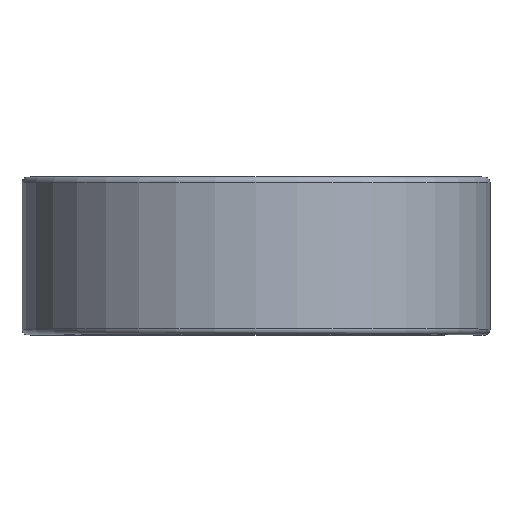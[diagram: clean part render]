
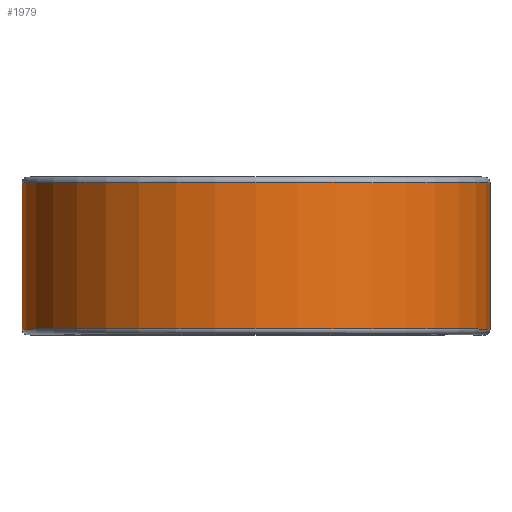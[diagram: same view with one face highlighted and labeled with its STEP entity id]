
A CAD part, top view. The second image highlights one B-rep face of the part: STEP entity #1979.
In plain terms, the highlighted cylindrical face has radius 30.582 mm (diameter 61.163 mm), a partial arc.
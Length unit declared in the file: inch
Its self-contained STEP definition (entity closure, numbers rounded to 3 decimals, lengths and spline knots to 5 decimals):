
#38 = CIRCLE ( 'NONE', #1711, 1.204 ) ;
#129 = LINE ( 'NONE', #1071, #511 ) ;
#131 = DIRECTION ( 'NONE',  ( 0., 1., 0. ) ) ;
#217 = CARTESIAN_POINT ( 'NONE',  ( 0., 0.37625, 0. ) ) ;
#224 = EDGE_CURVE ( 'NONE', #2116, #278, #38, .T. ) ;
#230 = ORIENTED_EDGE ( 'NONE', *, *, #224, .F. ) ;
#269 = VERTEX_POINT ( 'NONE', #1484 ) ;
#278 = VERTEX_POINT ( 'NONE', #1451 ) ;
#429 = EDGE_CURVE ( 'NONE', #1718, #269, #2095, .T. ) ;
#511 = VECTOR ( 'NONE', #131, 39.37008 ) ;
#681 = CARTESIAN_POINT ( 'NONE',  ( 0., 0.37625, -1.204 ) ) ;
#697 = CARTESIAN_POINT ( 'NONE',  ( 1.204, 0.37625, 0. ) ) ;
#764 = DIRECTION ( 'NONE',  ( 0., -1., 0. ) ) ;
#847 = DIRECTION ( 'NONE',  ( 0., 0., -1. ) ) ;
#973 = AXIS2_PLACEMENT_3D ( 'NONE', #2162, #2364, #847 ) ;
#1021 = EDGE_CURVE ( 'NONE', #278, #269, #1845, .T. ) ;
#1071 = CARTESIAN_POINT ( 'NONE',  ( 1.204, 0.37625, 0. ) ) ;
#1171 = DIRECTION ( 'NONE',  ( 0., 0., -1. ) ) ;
#1213 = CYLINDRICAL_SURFACE ( 'NONE', #973, 1.204 ) ;
#1275 = CARTESIAN_POINT ( 'NONE',  ( 1.204, -0.37625, 0. ) ) ;
#1391 = VECTOR ( 'NONE', #1448, 39.37008 ) ;
#1448 = DIRECTION ( 'NONE',  ( 0., 1., 0. ) ) ;
#1451 = CARTESIAN_POINT ( 'NONE',  ( 0., -0.37625, -1.204 ) ) ;
#1484 = CARTESIAN_POINT ( 'NONE',  ( 0., 0.37625, -1.204 ) ) ;
#1640 = DIRECTION ( 'NONE',  ( 0., 0., -1. ) ) ;
#1654 = DIRECTION ( 'NONE',  ( 0., -1., 0. ) ) ;
#1660 = CARTESIAN_POINT ( 'NONE',  ( 0., -0.37625, 0. ) ) ;
#1711 = AXIS2_PLACEMENT_3D ( 'NONE', #1660, #1654, #1640 ) ;
#1718 = VERTEX_POINT ( 'NONE', #697 ) ;
#1845 = LINE ( 'NONE', #681, #1391 ) ;
#1889 = ORIENTED_EDGE ( 'NONE', *, *, #2261, .T. ) ;
#1953 = FACE_OUTER_BOUND ( 'NONE', #2235, .T. ) ;
#1979 = ADVANCED_FACE ( 'NONE', ( #1953 ), #1213, .T. ) ;
#2031 = ORIENTED_EDGE ( 'NONE', *, *, #429, .T. ) ;
#2095 = CIRCLE ( 'NONE', #2446, 1.204 ) ;
#2116 = VERTEX_POINT ( 'NONE', #1275 ) ;
#2162 = CARTESIAN_POINT ( 'NONE',  ( 0., 0.375, 0. ) ) ;
#2165 = ORIENTED_EDGE ( 'NONE', *, *, #1021, .F. ) ;
#2235 = EDGE_LOOP ( 'NONE', ( #1889, #2031, #2165, #230 ) ) ;
#2261 = EDGE_CURVE ( 'NONE', #2116, #1718, #129, .T. ) ;
#2364 = DIRECTION ( 'NONE',  ( 0., -1., 0. ) ) ;
#2446 = AXIS2_PLACEMENT_3D ( 'NONE', #217, #764, #1171 ) ;
